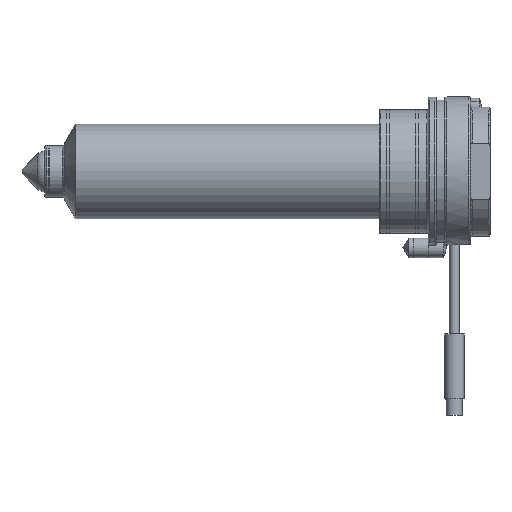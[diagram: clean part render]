
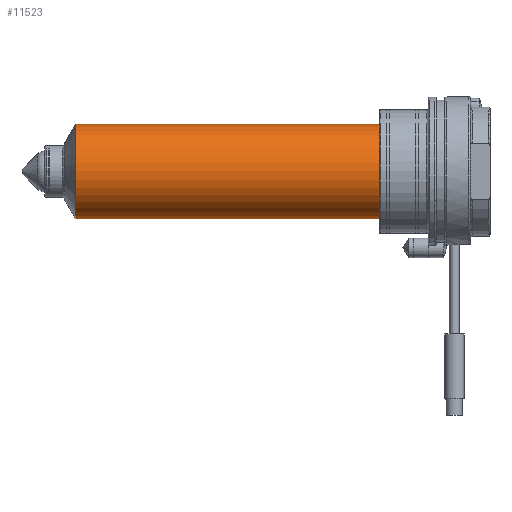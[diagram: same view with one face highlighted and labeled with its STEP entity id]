
A CAD part, top view. The second image highlights one B-rep face of the part: STEP entity #11523.
In plain terms, the highlighted cylindrical face has radius 14.5 mm (diameter 29 mm), a partial arc.
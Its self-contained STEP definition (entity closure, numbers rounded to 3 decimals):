
#169 = DIRECTION ( 'NONE',  ( 0., 0., -1. ) ) ;
#369 = DIRECTION ( 'NONE',  ( 0., 0., -1. ) ) ;
#392 = AXIS2_PLACEMENT_3D ( 'NONE', #10337, #10444, #15122 ) ;
#450 = VERTEX_POINT ( 'NONE', #10449 ) ;
#771 = ORIENTED_EDGE ( 'NONE', *, *, #8314, .T. ) ;
#2277 = VECTOR ( 'NONE', #8829, 1000. ) ;
#2732 = EDGE_LOOP ( 'NONE', ( #771, #9832, #11427, #3522 ) ) ;
#3522 = ORIENTED_EDGE ( 'NONE', *, *, #13412, .F. ) ;
#3649 = DIRECTION ( 'NONE',  ( -1., 0., 0. ) ) ;
#3843 = VERTEX_POINT ( 'NONE', #4737 ) ;
#4282 = AXIS2_PLACEMENT_3D ( 'NONE', #8464, #369, #6225 ) ;
#4487 = AXIS2_PLACEMENT_3D ( 'NONE', #10672, #169, #3649 ) ;
#4737 = CARTESIAN_POINT ( 'NONE',  ( -14.5, 0., -110. ) ) ;
#4861 = CYLINDRICAL_SURFACE ( 'NONE', #392, 14.5 ) ;
#5367 = VECTOR ( 'NONE', #8882, 1000. ) ;
#6225 = DIRECTION ( 'NONE',  ( -1., 0., 0. ) ) ;
#6541 = CARTESIAN_POINT ( 'NONE',  ( 14.5, 0., 0. ) ) ;
#8314 = EDGE_CURVE ( 'NONE', #10378, #450, #12972, .T. ) ;
#8464 = CARTESIAN_POINT ( 'NONE',  ( 0., 0., -110. ) ) ;
#8482 = LINE ( 'NONE', #6541, #5367 ) ;
#8702 = FACE_OUTER_BOUND ( 'NONE', #2732, .T. ) ;
#8829 = DIRECTION ( 'NONE',  ( 0., 0., -1. ) ) ;
#8869 = VERTEX_POINT ( 'NONE', #14148 ) ;
#8882 = DIRECTION ( 'NONE',  ( 0., 0., -1. ) ) ;
#9832 = ORIENTED_EDGE ( 'NONE', *, *, #13395, .T. ) ;
#10337 = CARTESIAN_POINT ( 'NONE',  ( 0., 0., 0. ) ) ;
#10378 = VERTEX_POINT ( 'NONE', #12160 ) ;
#10444 = DIRECTION ( 'NONE',  ( 0., 0., -1. ) ) ;
#10449 = CARTESIAN_POINT ( 'NONE',  ( 14.5, 0., -16.464 ) ) ;
#10672 = CARTESIAN_POINT ( 'NONE',  ( 0., 0., -16.464 ) ) ;
#11427 = ORIENTED_EDGE ( 'NONE', *, *, #14891, .F. ) ;
#11523 = ADVANCED_FACE ( 'NONE', ( #8702 ), #4861, .T. ) ;
#11984 = LINE ( 'NONE', #12272, #2277 ) ;
#12160 = CARTESIAN_POINT ( 'NONE',  ( -14.5, 0., -16.464 ) ) ;
#12272 = CARTESIAN_POINT ( 'NONE',  ( -14.5, 0., 0. ) ) ;
#12972 = CIRCLE ( 'NONE', #4487, 14.5 ) ;
#13395 = EDGE_CURVE ( 'NONE', #450, #8869, #8482, .T. ) ;
#13412 = EDGE_CURVE ( 'NONE', #10378, #3843, #11984, .T. ) ;
#14148 = CARTESIAN_POINT ( 'NONE',  ( 14.5, 0., -110. ) ) ;
#14161 = CIRCLE ( 'NONE', #4282, 14.5 ) ;
#14891 = EDGE_CURVE ( 'NONE', #3843, #8869, #14161, .T. ) ;
#15122 = DIRECTION ( 'NONE',  ( -1., 0., 0. ) ) ;
